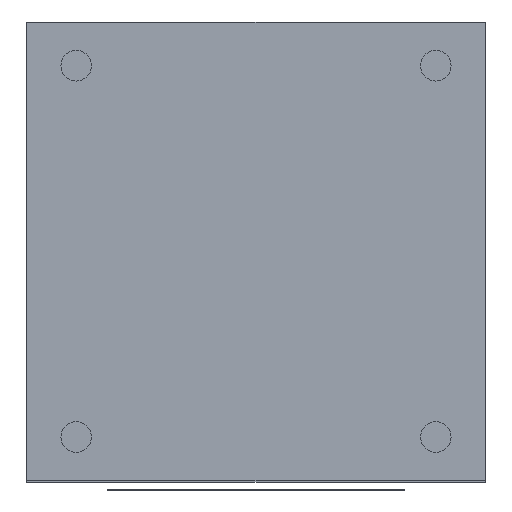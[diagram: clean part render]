
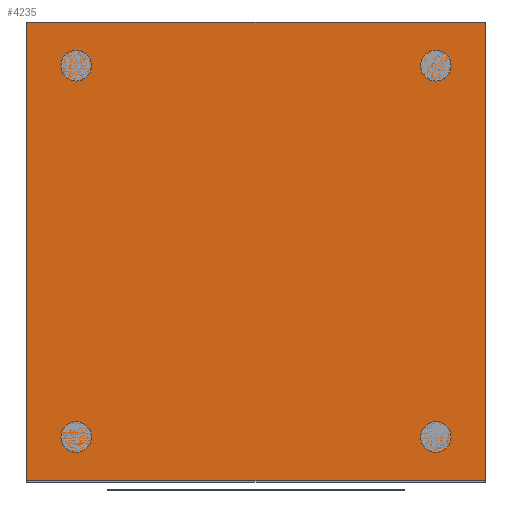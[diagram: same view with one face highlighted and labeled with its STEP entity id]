
A CAD part, top view. The second image highlights one B-rep face of the part: STEP entity #4235.
In plain terms, the highlighted planar face has unit normal (0, 0, 1).
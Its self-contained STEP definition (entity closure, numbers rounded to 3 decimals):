
#4235=ADVANCED_FACE('',(#5565),#22185,.T.);
#5565=FACE_OUTER_BOUND('',#6895,.T.);
#6895=EDGE_LOOP('',(#8465,#8466,#8467,#8468));
#8465=ORIENTED_EDGE('',*,*,#15065,.T.);
#8466=ORIENTED_EDGE('',*,*,#15069,.T.);
#8467=ORIENTED_EDGE('',*,*,#15072,.T.);
#8468=ORIENTED_EDGE('',*,*,#15074,.T.);
#15065=EDGE_CURVE('',#20116,#20115,#18379,.T.);
#15069=EDGE_CURVE('',#20115,#20118,#18383,.T.);
#15072=EDGE_CURVE('',#20118,#20120,#18386,.T.);
#15074=EDGE_CURVE('',#20120,#20116,#18388,.T.);
#18379=B_SPLINE_CURVE_WITH_KNOTS('',1,(#30254,#30255),.UNSPECIFIED.,.F.,
 .F.,(2,2),(0.,300.),.UNSPECIFIED.);
#18383=B_SPLINE_CURVE_WITH_KNOTS('',1,(#30262,#30263),.UNSPECIFIED.,.F.,
 .F.,(2,2),(300.,600.),.UNSPECIFIED.);
#18386=B_SPLINE_CURVE_WITH_KNOTS('',1,(#30268,#30269),.UNSPECIFIED.,.F.,
 .F.,(2,2),(600.,900.),.UNSPECIFIED.);
#18388=B_SPLINE_CURVE_WITH_KNOTS('',1,(#30272,#30273),.UNSPECIFIED.,.F.,
 .F.,(2,2),(900.,1200.),.UNSPECIFIED.);
#20115=VERTEX_POINT('',#30244);
#20116=VERTEX_POINT('',#30245);
#20118=VERTEX_POINT('',#30247);
#20120=VERTEX_POINT('',#30249);
#22185=PLANE('',#23596);
#23596=AXIS2_PLACEMENT_3D('',#30241,#26128,$);
#26128=DIRECTION('',(0.,0.,1.));
#30241=CARTESIAN_POINT('',(-150.,-150.,634.824));
#30244=CARTESIAN_POINT('',(150.,-150.,634.824));
#30245=CARTESIAN_POINT('',(-150.,-150.,634.824));
#30247=CARTESIAN_POINT('',(150.,150.,634.824));
#30249=CARTESIAN_POINT('',(-150.,150.,634.824));
#30254=CARTESIAN_POINT('',(-150.,-150.,634.824));
#30255=CARTESIAN_POINT('',(150.,-150.,634.824));
#30262=CARTESIAN_POINT('',(150.,-150.,634.824));
#30263=CARTESIAN_POINT('',(150.,150.,634.824));
#30268=CARTESIAN_POINT('',(150.,150.,634.824));
#30269=CARTESIAN_POINT('',(-150.,150.,634.824));
#30272=CARTESIAN_POINT('',(-150.,150.,634.824));
#30273=CARTESIAN_POINT('',(-150.,-150.,634.824));
